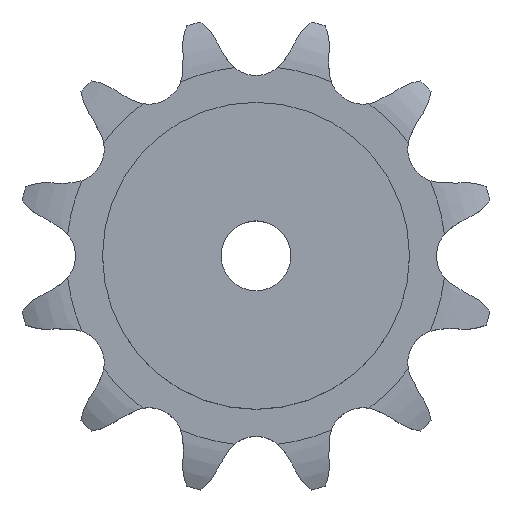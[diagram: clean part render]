
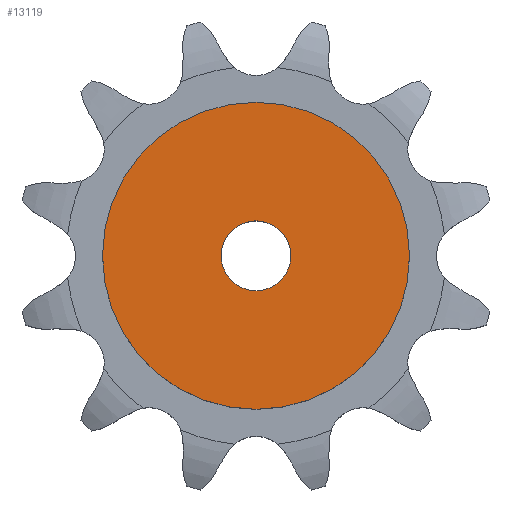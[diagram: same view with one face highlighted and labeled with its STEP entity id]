
A CAD part, top view. The second image highlights one B-rep face of the part: STEP entity #13119.
In plain terms, the highlighted planar face has unit normal (0, 0, 1).
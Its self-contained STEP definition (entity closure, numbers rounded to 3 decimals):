
#2097 = CYLINDRICAL_SURFACE('',#2098,44.);
#2098 = AXIS2_PLACEMENT_3D('',#2099,#2100,#2101);
#2099 = CARTESIAN_POINT('',(0.,0.,0.));
#2100 = DIRECTION('',(-0.,-0.,-1.));
#2101 = DIRECTION('',(1.,0.,0.));
#8516 = VERTEX_POINT('',#8517);
#8517 = CARTESIAN_POINT('',(44.,0.,45.));
#8538 = EDGE_CURVE('',#8516,#8516,#8539,.T.);
#8539 = SURFACE_CURVE('',#8540,(#8545,#8552),.PCURVE_S1.);
#8540 = CIRCLE('',#8541,44.);
#8541 = AXIS2_PLACEMENT_3D('',#8542,#8543,#8544);
#8542 = CARTESIAN_POINT('',(0.,0.,45.));
#8543 = DIRECTION('',(0.,0.,1.));
#8544 = DIRECTION('',(1.,0.,0.));
#8545 = PCURVE('',#2097,#8546);
#8546 = DEFINITIONAL_REPRESENTATION('',(#8547),#8551);
#8547 = LINE('',#8548,#8549);
#8548 = CARTESIAN_POINT('',(-0.,-45.));
#8549 = VECTOR('',#8550,1.);
#8550 = DIRECTION('',(-1.,0.));
#8551 = ( GEOMETRIC_REPRESENTATION_CONTEXT(2) 
PARAMETRIC_REPRESENTATION_CONTEXT() REPRESENTATION_CONTEXT('2D SPACE',''
  ) );
#8552 = PCURVE('',#8553,#8558);
#8553 = PLANE('',#8554);
#8554 = AXIS2_PLACEMENT_3D('',#8555,#8556,#8557);
#8555 = CARTESIAN_POINT('',(0.,0.,45.)
  );
#8556 = DIRECTION('',(0.,0.,1.));
#8557 = DIRECTION('',(1.,0.,0.));
#8558 = DEFINITIONAL_REPRESENTATION('',(#8559),#8563);
#8559 = CIRCLE('',#8560,44.);
#8560 = AXIS2_PLACEMENT_2D('',#8561,#8562);
#8561 = CARTESIAN_POINT('',(0.,0.));
#8562 = DIRECTION('',(1.,0.));
#8563 = ( GEOMETRIC_REPRESENTATION_CONTEXT(2) 
PARAMETRIC_REPRESENTATION_CONTEXT() REPRESENTATION_CONTEXT('2D SPACE',''
  ) );
#11249 = CYLINDRICAL_SURFACE('',#11250,10.);
#11250 = AXIS2_PLACEMENT_3D('',#11251,#11252,#11253);
#11251 = CARTESIAN_POINT('',(0.,0.,225.747));
#11252 = DIRECTION('',(0.,0.,1.));
#11253 = DIRECTION('',(1.,0.,0.));
#13119 = ADVANCED_FACE('',(#13120,#13123),#8553,.T.);
#13120 = FACE_BOUND('',#13121,.T.);
#13121 = EDGE_LOOP('',(#13122));
#13122 = ORIENTED_EDGE('',*,*,#8538,.T.);
#13123 = FACE_BOUND('',#13124,.T.);
#13124 = EDGE_LOOP('',(#13125));
#13125 = ORIENTED_EDGE('',*,*,#13126,.F.);
#13126 = EDGE_CURVE('',#13127,#13127,#13129,.T.);
#13127 = VERTEX_POINT('',#13128);
#13128 = CARTESIAN_POINT('',(10.,0.,45.));
#13129 = SURFACE_CURVE('',#13130,(#13135,#13142),.PCURVE_S1.);
#13130 = CIRCLE('',#13131,10.);
#13131 = AXIS2_PLACEMENT_3D('',#13132,#13133,#13134);
#13132 = CARTESIAN_POINT('',(0.,0.,45.));
#13133 = DIRECTION('',(0.,0.,1.));
#13134 = DIRECTION('',(1.,0.,0.));
#13135 = PCURVE('',#8553,#13136);
#13136 = DEFINITIONAL_REPRESENTATION('',(#13137),#13141);
#13137 = CIRCLE('',#13138,10.);
#13138 = AXIS2_PLACEMENT_2D('',#13139,#13140);
#13139 = CARTESIAN_POINT('',(0.,0.));
#13140 = DIRECTION('',(1.,0.));
#13141 = ( GEOMETRIC_REPRESENTATION_CONTEXT(2) 
PARAMETRIC_REPRESENTATION_CONTEXT() REPRESENTATION_CONTEXT('2D SPACE',''
  ) );
#13142 = PCURVE('',#11249,#13143);
#13143 = DEFINITIONAL_REPRESENTATION('',(#13144),#13148);
#13144 = LINE('',#13145,#13146);
#13145 = CARTESIAN_POINT('',(0.,-180.747));
#13146 = VECTOR('',#13147,1.);
#13147 = DIRECTION('',(1.,0.));
#13148 = ( GEOMETRIC_REPRESENTATION_CONTEXT(2) 
PARAMETRIC_REPRESENTATION_CONTEXT() REPRESENTATION_CONTEXT('2D SPACE',''
  ) );
